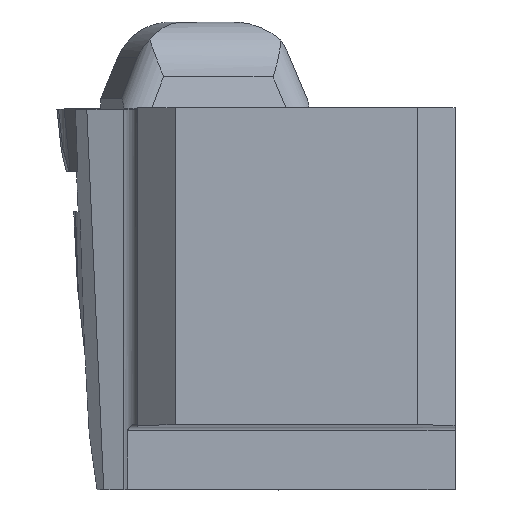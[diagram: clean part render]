
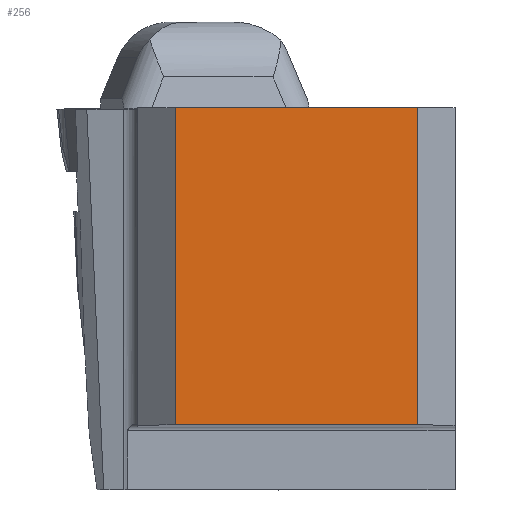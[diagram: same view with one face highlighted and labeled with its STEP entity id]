
A CAD part, top view. The second image highlights one B-rep face of the part: STEP entity #256.
In plain terms, the highlighted planar face has unit normal (0, 0, 1).
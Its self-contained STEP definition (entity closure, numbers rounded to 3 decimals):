
#256=ADVANCED_FACE('CU_BACK_SU1',(#446),#376,.F.);
#376=PLANE('',#2546);
#446=FACE_OUTER_BOUND('',#577,.T.);
#577=EDGE_LOOP('',(#938,#939,#940,#941));
#938=ORIENTED_EDGE('',*,*,#1828,.F.);
#939=ORIENTED_EDGE('',*,*,#1829,.T.);
#940=ORIENTED_EDGE('',*,*,#1830,.T.);
#941=ORIENTED_EDGE('',*,*,#1726,.F.);
#1504=VERTEX_POINT('',#3365);
#1505=VERTEX_POINT('',#3367);
#1581=VERTEX_POINT('',#3666);
#1582=VERTEX_POINT('',#3668);
#1726=EDGE_CURVE('',#1504,#1505,#2073,.T.);
#1828=EDGE_CURVE('',#1581,#1504,#2125,.T.);
#1829=EDGE_CURVE('',#1581,#1582,#2126,.T.);
#1830=EDGE_CURVE('',#1582,#1505,#2127,.T.);
#2073=LINE('',#3366,#2250);
#2125=LINE('',#3665,#2302);
#2126=LINE('',#3667,#2303);
#2127=LINE('',#3669,#2304);
#2250=VECTOR('',#2726,1.);
#2302=VECTOR('',#2894,1.);
#2303=VECTOR('',#2895,1.);
#2304=VECTOR('',#2896,1.);
#2546=AXIS2_PLACEMENT_3D('',#3670,#2897,#2898);
#2726=DIRECTION('',(1.,0.,0.));
#2894=DIRECTION('',(0.,1.,0.));
#2895=DIRECTION('',(1.,0.,0.));
#2896=DIRECTION('',(0.,1.,0.));
#2897=DIRECTION('',(0.,0.,-1.));
#2898=DIRECTION('',(-1.,0.,0.));
#3365=CARTESIAN_POINT('',(-22.325,25.325,0.));
#3366=CARTESIAN_POINT('',(-110.,25.325,0.));
#3367=CARTESIAN_POINT('',(-3.,25.325,0.));
#3665=CARTESIAN_POINT('',(-22.325,0.,0.));
#3666=CARTESIAN_POINT('',(-22.325,0.,0.));
#3667=CARTESIAN_POINT('',(-110.,0.,0.));
#3668=CARTESIAN_POINT('',(-3.,0.,0.));
#3669=CARTESIAN_POINT('',(-3.,0.,0.));
#3670=CARTESIAN_POINT('',(17.766,40.325,0.));
